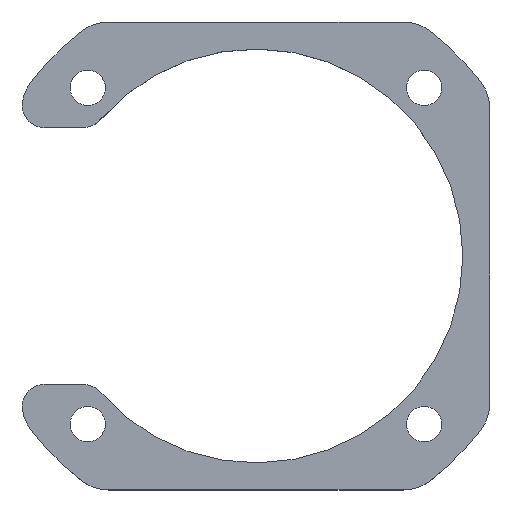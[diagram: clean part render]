
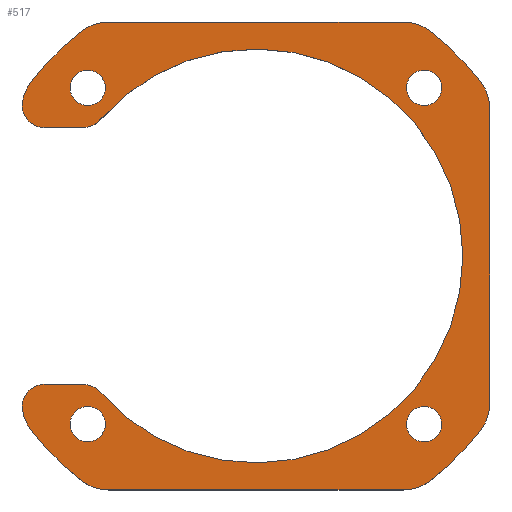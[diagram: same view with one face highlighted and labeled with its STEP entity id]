
A CAD part, top view. The second image highlights one B-rep face of the part: STEP entity #517.
In plain terms, the highlighted planar face has unit normal (0, 0, 1).
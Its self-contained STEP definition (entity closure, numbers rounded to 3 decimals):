
#15=FACE_BOUND('',#61,.T.);
#16=FACE_BOUND('',#62,.T.);
#17=FACE_BOUND('',#63,.T.);
#18=FACE_BOUND('',#64,.T.);
#23=PLANE('',#551);
#32=FACE_OUTER_BOUND('',#60,.T.);
#60=EDGE_LOOP('',(#346,#347,#348,#349,#350,#351,#352,#353,#354,#355,#356,
#357,#358,#359,#360,#361,#362,#363,#364,#365,#366,#367));
#61=EDGE_LOOP('',(#368));
#62=EDGE_LOOP('',(#369));
#63=EDGE_LOOP('',(#370));
#64=EDGE_LOOP('',(#371));
#97=LINE('',#811,#133);
#98=LINE('',#821,#134);
#99=LINE('',#829,#135);
#100=LINE('',#837,#136);
#101=LINE('',#847,#137);
#133=VECTOR('',#634,10.);
#134=VECTOR('',#643,10.);
#135=VECTOR('',#650,10.);
#136=VECTOR('',#657,10.);
#137=VECTOR('',#666,10.);
#166=CIRCLE('',#546,2.);
#168=CIRCLE('',#549,18.75);
#170=CIRCLE('',#552,2.);
#171=CIRCLE('',#553,4.);
#172=CIRCLE('',#554,25.767);
#173=CIRCLE('',#555,4.);
#174=CIRCLE('',#556,4.);
#175=CIRCLE('',#557,25.767);
#176=CIRCLE('',#558,4.);
#177=CIRCLE('',#559,4.);
#178=CIRCLE('',#560,25.767);
#179=CIRCLE('',#561,4.);
#180=CIRCLE('',#562,4.);
#181=CIRCLE('',#563,25.767);
#182=CIRCLE('',#564,4.);
#183=CIRCLE('',#565,2.);
#184=CIRCLE('',#566,2.);
#185=CIRCLE('',#567,1.6);
#186=CIRCLE('',#568,1.6);
#187=CIRCLE('',#569,1.6);
#188=CIRCLE('',#570,1.6);
#208=VERTEX_POINT('',#795);
#209=VERTEX_POINT('',#796);
#212=VERTEX_POINT('',#804);
#214=VERTEX_POINT('',#810);
#215=VERTEX_POINT('',#812);
#216=VERTEX_POINT('',#814);
#217=VERTEX_POINT('',#816);
#218=VERTEX_POINT('',#818);
#219=VERTEX_POINT('',#820);
#220=VERTEX_POINT('',#822);
#221=VERTEX_POINT('',#824);
#222=VERTEX_POINT('',#826);
#223=VERTEX_POINT('',#828);
#224=VERTEX_POINT('',#830);
#225=VERTEX_POINT('',#832);
#226=VERTEX_POINT('',#834);
#227=VERTEX_POINT('',#836);
#228=VERTEX_POINT('',#838);
#229=VERTEX_POINT('',#840);
#230=VERTEX_POINT('',#842);
#231=VERTEX_POINT('',#844);
#232=VERTEX_POINT('',#846);
#233=VERTEX_POINT('',#849);
#234=VERTEX_POINT('',#851);
#235=VERTEX_POINT('',#853);
#236=VERTEX_POINT('',#855);
#260=EDGE_CURVE('',#208,#209,#166,.T.);
#264=EDGE_CURVE('',#209,#212,#168,.T.);
#267=EDGE_CURVE('',#208,#214,#97,.T.);
#268=EDGE_CURVE('',#215,#214,#170,.T.);
#269=EDGE_CURVE('',#216,#215,#171,.T.);
#270=EDGE_CURVE('',#217,#216,#172,.T.);
#271=EDGE_CURVE('',#218,#217,#173,.T.);
#272=EDGE_CURVE('',#218,#219,#98,.T.);
#273=EDGE_CURVE('',#220,#219,#174,.T.);
#274=EDGE_CURVE('',#221,#220,#175,.T.);
#275=EDGE_CURVE('',#222,#221,#176,.T.);
#276=EDGE_CURVE('',#223,#222,#99,.T.);
#277=EDGE_CURVE('',#224,#223,#177,.T.);
#278=EDGE_CURVE('',#225,#224,#178,.T.);
#279=EDGE_CURVE('',#226,#225,#179,.T.);
#280=EDGE_CURVE('',#226,#227,#100,.T.);
#281=EDGE_CURVE('',#228,#227,#180,.T.);
#282=EDGE_CURVE('',#229,#228,#181,.T.);
#283=EDGE_CURVE('',#230,#229,#182,.T.);
#284=EDGE_CURVE('',#231,#230,#183,.T.);
#285=EDGE_CURVE('',#231,#232,#101,.T.);
#286=EDGE_CURVE('',#212,#232,#184,.T.);
#287=EDGE_CURVE('',#233,#233,#185,.T.);
#288=EDGE_CURVE('',#234,#234,#186,.T.);
#289=EDGE_CURVE('',#235,#235,#187,.T.);
#290=EDGE_CURVE('',#236,#236,#188,.T.);
#346=ORIENTED_EDGE('',*,*,#260,.F.);
#347=ORIENTED_EDGE('',*,*,#267,.T.);
#348=ORIENTED_EDGE('',*,*,#268,.F.);
#349=ORIENTED_EDGE('',*,*,#269,.F.);
#350=ORIENTED_EDGE('',*,*,#270,.F.);
#351=ORIENTED_EDGE('',*,*,#271,.F.);
#352=ORIENTED_EDGE('',*,*,#272,.T.);
#353=ORIENTED_EDGE('',*,*,#273,.F.);
#354=ORIENTED_EDGE('',*,*,#274,.F.);
#355=ORIENTED_EDGE('',*,*,#275,.F.);
#356=ORIENTED_EDGE('',*,*,#276,.F.);
#357=ORIENTED_EDGE('',*,*,#277,.F.);
#358=ORIENTED_EDGE('',*,*,#278,.F.);
#359=ORIENTED_EDGE('',*,*,#279,.F.);
#360=ORIENTED_EDGE('',*,*,#280,.T.);
#361=ORIENTED_EDGE('',*,*,#281,.F.);
#362=ORIENTED_EDGE('',*,*,#282,.F.);
#363=ORIENTED_EDGE('',*,*,#283,.F.);
#364=ORIENTED_EDGE('',*,*,#284,.F.);
#365=ORIENTED_EDGE('',*,*,#285,.T.);
#366=ORIENTED_EDGE('',*,*,#286,.F.);
#367=ORIENTED_EDGE('',*,*,#264,.F.);
#368=ORIENTED_EDGE('',*,*,#287,.F.);
#369=ORIENTED_EDGE('',*,*,#288,.F.);
#370=ORIENTED_EDGE('',*,*,#289,.F.);
#371=ORIENTED_EDGE('',*,*,#290,.F.);
#517=ADVANCED_FACE('',(#32,#15,#16,#17,#18),#23,.F.);
#546=AXIS2_PLACEMENT_3D('',#797,#619,#620);
#549=AXIS2_PLACEMENT_3D('',#805,#627,#628);
#551=AXIS2_PLACEMENT_3D('',#809,#632,#633);
#552=AXIS2_PLACEMENT_3D('',#813,#635,#636);
#553=AXIS2_PLACEMENT_3D('',#815,#637,#638);
#554=AXIS2_PLACEMENT_3D('',#817,#639,#640);
#555=AXIS2_PLACEMENT_3D('',#819,#641,#642);
#556=AXIS2_PLACEMENT_3D('',#823,#644,#645);
#557=AXIS2_PLACEMENT_3D('',#825,#646,#647);
#558=AXIS2_PLACEMENT_3D('',#827,#648,#649);
#559=AXIS2_PLACEMENT_3D('',#831,#651,#652);
#560=AXIS2_PLACEMENT_3D('',#833,#653,#654);
#561=AXIS2_PLACEMENT_3D('',#835,#655,#656);
#562=AXIS2_PLACEMENT_3D('',#839,#658,#659);
#563=AXIS2_PLACEMENT_3D('',#841,#660,#661);
#564=AXIS2_PLACEMENT_3D('',#843,#662,#663);
#565=AXIS2_PLACEMENT_3D('',#845,#664,#665);
#566=AXIS2_PLACEMENT_3D('',#848,#667,#668);
#567=AXIS2_PLACEMENT_3D('',#850,#669,#670);
#568=AXIS2_PLACEMENT_3D('',#852,#671,#672);
#569=AXIS2_PLACEMENT_3D('',#854,#673,#674);
#570=AXIS2_PLACEMENT_3D('',#856,#675,#676);
#619=DIRECTION('center_axis',(0.,0.,-1.));
#620=DIRECTION('ref_axis',(0.414,0.91,0.));
#627=DIRECTION('center_axis',(0.,0.,1.));
#628=DIRECTION('ref_axis',(1.,0.,0.));
#632=DIRECTION('center_axis',(0.,0.,-1.));
#633=DIRECTION('ref_axis',(1.,0.,0.));
#634=DIRECTION('',(-1.,0.,0.));
#635=DIRECTION('center_axis',(0.,0.,-1.));
#636=DIRECTION('ref_axis',(0.,-1.,0.));
#637=DIRECTION('center_axis',(0.,0.,-1.));
#638=DIRECTION('ref_axis',(-0.946,-0.324,0.));
#639=DIRECTION('center_axis',(0.,0.,-1.));
#640=DIRECTION('ref_axis',(1.,0.,0.));
#641=DIRECTION('center_axis',(0.,0.,-1.));
#642=DIRECTION('ref_axis',(-0.324,-0.946,0.));
#643=DIRECTION('',(1.,0.,0.));
#644=DIRECTION('center_axis',(0.,0.,-1.));
#645=DIRECTION('ref_axis',(0.324,-0.946,0.));
#646=DIRECTION('center_axis',(0.,0.,-1.));
#647=DIRECTION('ref_axis',(1.,0.,0.));
#648=DIRECTION('center_axis',(0.,0.,-1.));
#649=DIRECTION('ref_axis',(0.946,-0.324,0.));
#650=DIRECTION('',(0.,-1.,0.));
#651=DIRECTION('center_axis',(0.,0.,-1.));
#652=DIRECTION('ref_axis',(0.946,0.324,0.));
#653=DIRECTION('center_axis',(0.,0.,-1.));
#654=DIRECTION('ref_axis',(1.,0.,0.));
#655=DIRECTION('center_axis',(0.,0.,-1.));
#656=DIRECTION('ref_axis',(0.324,0.946,0.));
#657=DIRECTION('',(-1.,0.,0.));
#658=DIRECTION('center_axis',(0.,0.,-1.));
#659=DIRECTION('ref_axis',(-0.324,0.946,0.));
#660=DIRECTION('center_axis',(0.,0.,-1.));
#661=DIRECTION('ref_axis',(1.,0.,0.));
#662=DIRECTION('center_axis',(0.,0.,-1.));
#663=DIRECTION('ref_axis',(-0.946,0.324,0.));
#664=DIRECTION('center_axis',(0.,0.,-1.));
#665=DIRECTION('ref_axis',(0.,1.,0.));
#666=DIRECTION('',(1.,0.,0.));
#667=DIRECTION('center_axis',(0.,0.,-1.));
#668=DIRECTION('ref_axis',(0.414,-0.91,0.));
#669=DIRECTION('center_axis',(0.,0.,1.));
#670=DIRECTION('ref_axis',(1.,0.,0.));
#671=DIRECTION('center_axis',(0.,0.,1.));
#672=DIRECTION('ref_axis',(1.,0.,0.));
#673=DIRECTION('center_axis',(0.,0.,1.));
#674=DIRECTION('ref_axis',(1.,0.,0.));
#675=DIRECTION('center_axis',(0.,0.,1.));
#676=DIRECTION('ref_axis',(1.,0.,0.));
#795=CARTESIAN_POINT('',(20.563,-37.642,4.6));
#796=CARTESIAN_POINT('',(22.07,-38.328,4.6));
#797=CARTESIAN_POINT('Origin',(20.563,-39.642,4.6));
#804=CARTESIAN_POINT('',(22.07,-13.677,4.6));
#805=CARTESIAN_POINT('Origin',(36.2,-26.002,4.6));
#809=CARTESIAN_POINT('Origin',(36.2,-26.002,4.6));
#810=CARTESIAN_POINT('',(17.023,-37.642,4.6));
#811=CARTESIAN_POINT('',(25.6,-37.642,4.6));
#812=CARTESIAN_POINT('',(15.045,-39.942,4.6));
#813=CARTESIAN_POINT('Origin',(17.023,-39.642,4.6));
#814=CARTESIAN_POINT('',(15.839,-41.794,4.6));
#815=CARTESIAN_POINT('Origin',(19.,-39.343,4.6));
#816=CARTESIAN_POINT('',(20.408,-46.363,4.6));
#817=CARTESIAN_POINT('Origin',(36.2,-26.002,4.6));
#818=CARTESIAN_POINT('',(22.86,-47.202,4.6));
#819=CARTESIAN_POINT('Origin',(22.86,-43.202,4.6));
#820=CARTESIAN_POINT('',(49.54,-47.202,4.6));
#821=CARTESIAN_POINT('',(36.203,-47.202,4.6));
#822=CARTESIAN_POINT('',(51.992,-46.363,4.6));
#823=CARTESIAN_POINT('Origin',(49.54,-43.202,4.6));
#824=CARTESIAN_POINT('',(56.561,-41.794,4.6));
#825=CARTESIAN_POINT('Origin',(36.2,-26.002,4.6));
#826=CARTESIAN_POINT('',(57.4,-39.343,4.6));
#827=CARTESIAN_POINT('Origin',(53.4,-39.343,4.6));
#828=CARTESIAN_POINT('',(57.4,-12.662,4.6));
#829=CARTESIAN_POINT('',(57.4,-4.802,4.6));
#830=CARTESIAN_POINT('',(56.561,-10.211,4.6));
#831=CARTESIAN_POINT('Origin',(53.4,-12.662,4.6));
#832=CARTESIAN_POINT('',(51.992,-5.642,4.6));
#833=CARTESIAN_POINT('Origin',(36.2,-26.002,4.6));
#834=CARTESIAN_POINT('',(49.54,-4.802,4.6));
#835=CARTESIAN_POINT('Origin',(49.54,-8.802,4.6));
#836=CARTESIAN_POINT('',(22.86,-4.802,4.6));
#837=CARTESIAN_POINT('',(36.2,-4.802,4.6));
#838=CARTESIAN_POINT('',(20.408,-5.642,4.6));
#839=CARTESIAN_POINT('Origin',(22.86,-8.802,4.6));
#840=CARTESIAN_POINT('',(15.839,-10.211,4.6));
#841=CARTESIAN_POINT('Origin',(36.2,-26.002,4.6));
#842=CARTESIAN_POINT('',(15.045,-12.063,4.6));
#843=CARTESIAN_POINT('Origin',(19.,-12.662,4.6));
#844=CARTESIAN_POINT('',(17.023,-14.362,4.6));
#845=CARTESIAN_POINT('Origin',(17.023,-12.362,4.6));
#846=CARTESIAN_POINT('',(20.563,-14.362,4.6));
#847=CARTESIAN_POINT('',(28.85,-14.362,4.6));
#848=CARTESIAN_POINT('Origin',(20.563,-12.362,4.6));
#849=CARTESIAN_POINT('',(19.36,-41.242,4.6));
#850=CARTESIAN_POINT('Origin',(20.96,-41.242,4.6));
#851=CARTESIAN_POINT('',(19.36,-10.762,4.6));
#852=CARTESIAN_POINT('Origin',(20.96,-10.762,4.6));
#853=CARTESIAN_POINT('',(49.84,-10.762,4.6));
#854=CARTESIAN_POINT('Origin',(51.44,-10.762,4.6));
#855=CARTESIAN_POINT('',(49.84,-41.242,4.6));
#856=CARTESIAN_POINT('Origin',(51.44,-41.242,4.6));
